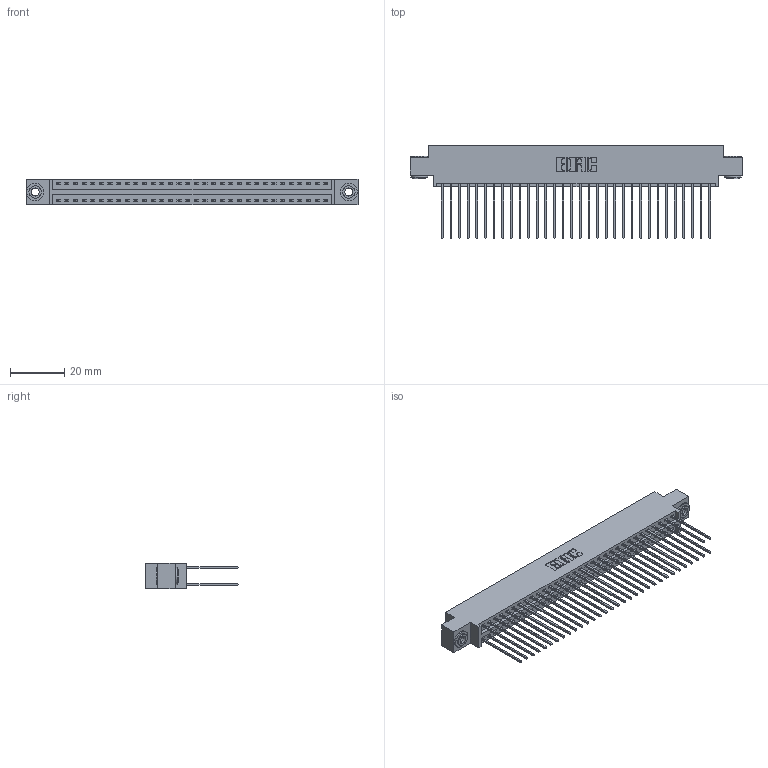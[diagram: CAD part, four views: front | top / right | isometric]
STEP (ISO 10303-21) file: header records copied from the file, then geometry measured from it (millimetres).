
FILE_DESCRIPTION (( 'STEP AP203' ), '1' );
FILE_NAME ('396-064-541-803.STEP', '2019-11-02T09:46:02', ( '' ), ( '' ), 'SwSTEP 2.0', 'SolidWorks 2016', '' );
FILE_SCHEMA (( 'CONFIG_CONTROL_DESIGN' ));
Length unit declared in the file: inch
Products named in the file (4): 345-250-002_345-250-002-102; 396-064-541-803; 346 Part_0.170 Offset - 0.156 Dia-TH; 345-292-001_345-293-141
Assembly tree (67 placements, depth 2):
  396-064-541-803
    346 Part_0.170 Offset - 0.156 Dia-TH
    345-292-001_345-293-141  x64
    345-250-002_345-250-002-102  x2
Bounding box: 122.17 x 34.29 x 9.4 mm (x, y, z)
Volume: 12067.8 mm3; surface area: 18585.5 mm2
Topology: 67 solids, 67 shells, 3492 faces, 10337 edges, 6802 vertices
Faces by surface type: plane 2330, cylinder 1154, cone 8
Entity records: 23030 total; most frequent: CARTESIAN_POINT 3787, ORIENTED_EDGE 3714, DIRECTION 3419, EDGE_CURVE 1857, LINE 1573, VECTOR 1573, VERTEX_POINT 1234, AXIS2_PLACEMENT_3D 923
